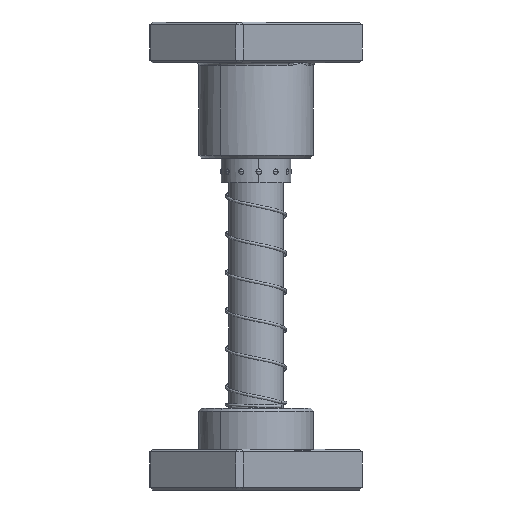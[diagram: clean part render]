
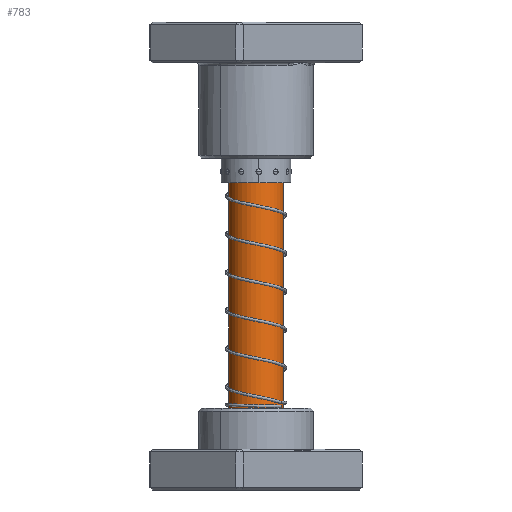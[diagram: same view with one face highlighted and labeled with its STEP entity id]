
A CAD part, front view. The second image highlights one B-rep face of the part: STEP entity #783.
In plain terms, the highlighted cylindrical face has radius 10 mm (diameter 20 mm), a partial arc.
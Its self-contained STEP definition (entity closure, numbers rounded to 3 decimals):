
#783 = ADVANCED_FACE ( 'NONE', ( #9690 ), #23383, .T. ) ;
#4371 = VECTOR ( 'NONE', #15995, 1000. ) ;
#5362 = EDGE_CURVE ( 'NONE', #11002, #33273, #31571, .T. ) ;
#6688 = AXIS2_PLACEMENT_3D ( 'NONE', #34276, #7034, #31520 ) ;
#7034 = DIRECTION ( 'NONE',  ( 0., 0., -1. ) ) ;
#9146 = CARTESIAN_POINT ( 'NONE',  ( 0., 0., 137.5 ) ) ;
#9690 = FACE_OUTER_BOUND ( 'NONE', #11055, .T. ) ;
#10237 = CARTESIAN_POINT ( 'NONE',  ( 10., 0., 140. ) ) ;
#10271 = AXIS2_PLACEMENT_3D ( 'NONE', #29482, #13119, #32250 ) ;
#10499 = CARTESIAN_POINT ( 'NONE',  ( -10., 0., 140. ) ) ;
#10935 = CARTESIAN_POINT ( 'NONE',  ( -10., 0., 19. ) ) ;
#11002 = VERTEX_POINT ( 'NONE', #26213 ) ;
#11055 = EDGE_LOOP ( 'NONE', ( #14857, #22276, #16175, #35240 ) ) ;
#11900 = DIRECTION ( 'NONE',  ( 1., 0., 0. ) ) ;
#12254 = VERTEX_POINT ( 'NONE', #10935 ) ;
#13119 = DIRECTION ( 'NONE',  ( 0., 0., -1. ) ) ;
#14757 = VECTOR ( 'NONE', #32113, 1000. ) ;
#14857 = ORIENTED_EDGE ( 'NONE', *, *, #24751, .F. ) ;
#15090 = AXIS2_PLACEMENT_3D ( 'NONE', #9146, #28262, #11900 ) ;
#15879 = EDGE_CURVE ( 'NONE', #33273, #12254, #26157, .T. ) ;
#15995 = DIRECTION ( 'NONE',  ( 0., 0., -1. ) ) ;
#16175 = ORIENTED_EDGE ( 'NONE', *, *, #15879, .T. ) ;
#17224 = EDGE_CURVE ( 'NONE', #34656, #12254, #32824, .T. ) ;
#22276 = ORIENTED_EDGE ( 'NONE', *, *, #5362, .T. ) ;
#22902 = LINE ( 'NONE', #10237, #14757 ) ;
#23383 = CYLINDRICAL_SURFACE ( 'NONE', #6688, 10. ) ;
#23755 = CARTESIAN_POINT ( 'NONE',  ( -10., 0., 137.5 ) ) ;
#24751 = EDGE_CURVE ( 'NONE', #11002, #34656, #22902, .T. ) ;
#26157 = LINE ( 'NONE', #10499, #4371 ) ;
#26213 = CARTESIAN_POINT ( 'NONE',  ( 10., 0., 137.5 ) ) ;
#28262 = DIRECTION ( 'NONE',  ( 0., 0., -1. ) ) ;
#28412 = CARTESIAN_POINT ( 'NONE',  ( 10., 0., 19. ) ) ;
#29482 = CARTESIAN_POINT ( 'NONE',  ( 0., 0., 19. ) ) ;
#31520 = DIRECTION ( 'NONE',  ( -1., 0., 0. ) ) ;
#31571 = CIRCLE ( 'NONE', #15090, 10. ) ;
#32113 = DIRECTION ( 'NONE',  ( 0., 0., -1. ) ) ;
#32250 = DIRECTION ( 'NONE',  ( -1., 0., 0. ) ) ;
#32824 = CIRCLE ( 'NONE', #10271, 10. ) ;
#33273 = VERTEX_POINT ( 'NONE', #23755 ) ;
#34276 = CARTESIAN_POINT ( 'NONE',  ( 0., 0., 140. ) ) ;
#34656 = VERTEX_POINT ( 'NONE', #28412 ) ;
#35240 = ORIENTED_EDGE ( 'NONE', *, *, #17224, .F. ) ;
